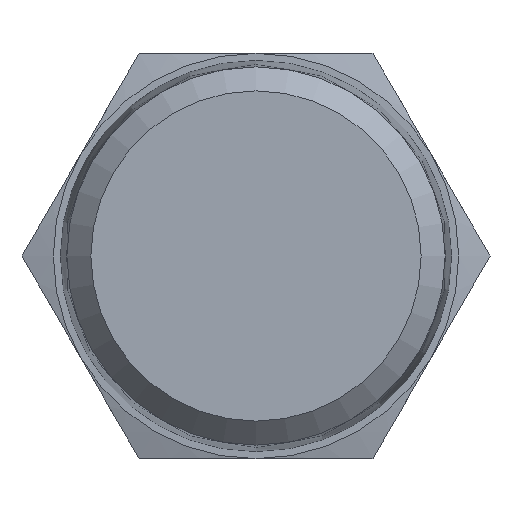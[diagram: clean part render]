
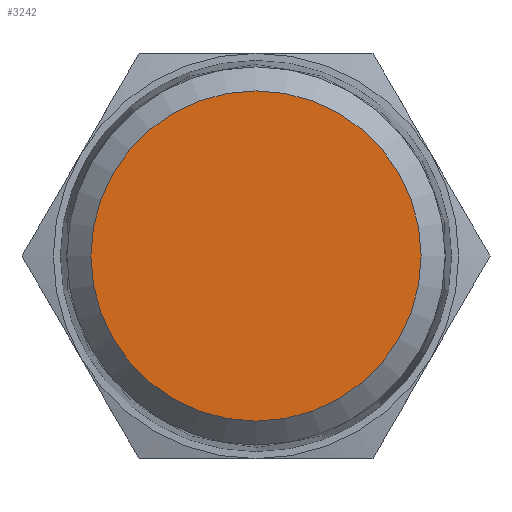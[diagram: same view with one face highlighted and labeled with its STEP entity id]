
A CAD part, left-side view. The second image highlights one B-rep face of the part: STEP entity #3242.
In plain terms, the highlighted planar face has unit normal (-1, 0, 0).
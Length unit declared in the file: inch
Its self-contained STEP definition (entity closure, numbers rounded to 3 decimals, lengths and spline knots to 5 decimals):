
#3191=CARTESIAN_POINT('',(-0.94,0.,0.56012));
#3192=VERTEX_POINT('',#3191);
#3193=CARTESIAN_POINT('',(-0.94,0.,0.0));
#3194=DIRECTION('',(1.0,0.0,0.0));
#3195=DIRECTION('',(0.0,0.0,-1.0));
#3196=AXIS2_PLACEMENT_3D('',#3193,#3194,#3195);
#3197=CIRCLE('',#3196,0.56012);
#3198=EDGE_CURVE('',#3192,#3192,#3197,.T.);
#3234=CARTESIAN_POINT('',(-0.94,0.,0.0));
#3235=DIRECTION('',(1.0,0.0,0.0));
#3236=DIRECTION('',(0.0,0.0,-1.0));
#3237=AXIS2_PLACEMENT_3D('',#3234,#3235,#3236);
#3238=PLANE('',#3237);
#3239=ORIENTED_EDGE('',*,*,#3198,.F.);
#3240=EDGE_LOOP('',(#3239));
#3241=FACE_OUTER_BOUND('',#3240,.T.);
#3242=ADVANCED_FACE('',(#3241),#3238,.F.);
